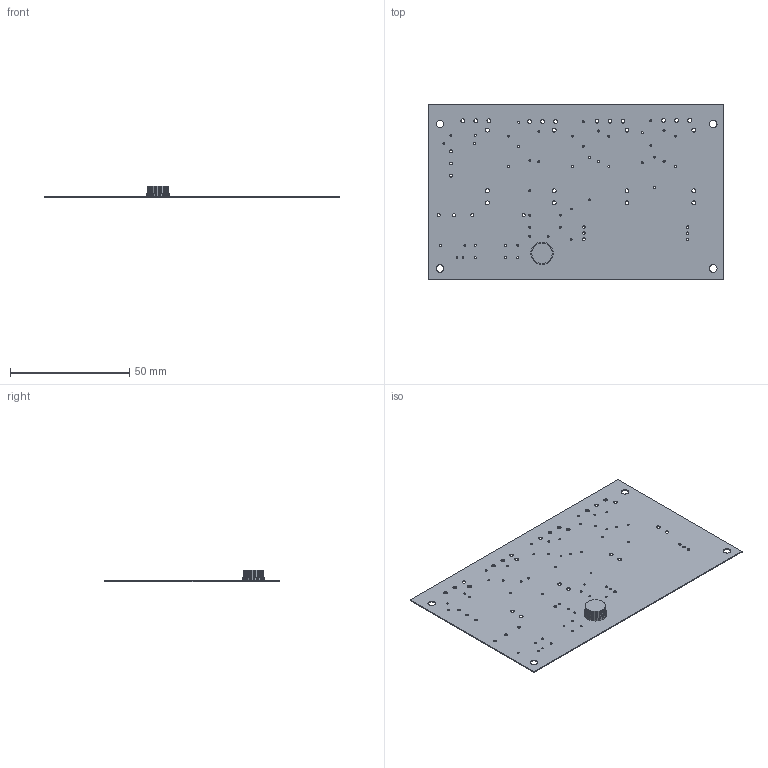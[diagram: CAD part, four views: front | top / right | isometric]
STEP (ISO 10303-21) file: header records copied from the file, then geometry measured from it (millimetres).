
FILE_DESCRIPTION(('Open CASCADE Model'),'2;1');
FILE_NAME('Open CASCADE Shape Model','2014-02-11T20:35:47',('Author'),( 'Open CASCADE'),'Open CASCADE STEP processor 6.2','Open CASCADE 6.2' ,'Unknown');
FILE_SCHEMA(('AUTOMOTIVE_DESIGN { 1 0 10303 214 1 1 1 1 }'));
Length unit declared in the file: millimetre
Products named in the file (7): PCB; Board; T1; 807666544; Extruded; 808438336
Assembly tree (6 placements, depth 4):
  PCB
    Board
    T1
      807666544
        Extruded
      808438336
        Extruded
Bounding box: 123.21 x 73.43 x 4.95 mm (x, y, z)
Volume: 3855 mm3; surface area: 18517.1 mm2
Topology: 3 solids, 3 shells, 212 faces, 618 edges, 412 vertices
Faces by surface type: plane 118, cylinder 94
Full cylindrical faces by diameter (mm): 0.711 x2, 0.762 x2, 0.8 x3, 0.813 x24, 0.85 x22, 1.1 x6, 1.219 x7, 1.6 x12, 1.651 x12, 3.2 x4
Entity records: 16170 total; most frequent: CARTESIAN_POINT 3613, DIRECTION 2292, LINE 1478, VECTOR 1478, ORIENTED_EDGE 1236, PCURVE 1236, DEFINITIONAL_REPRESENTATION 1236, EDGE_CURVE 618
